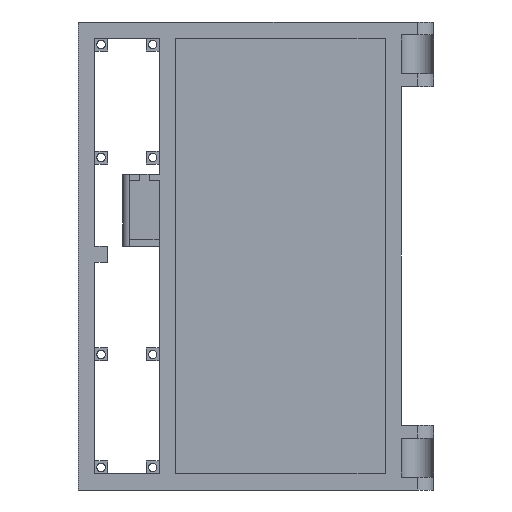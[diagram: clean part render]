
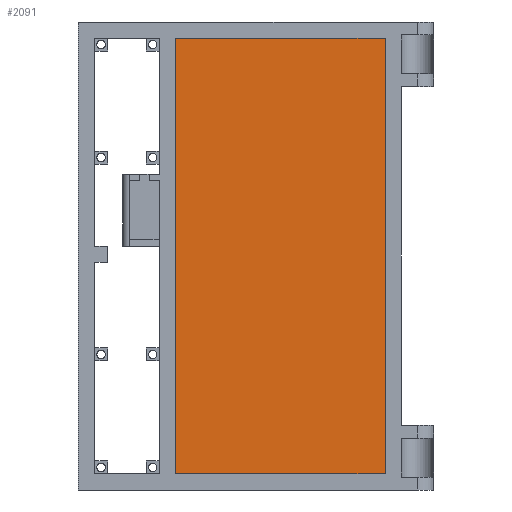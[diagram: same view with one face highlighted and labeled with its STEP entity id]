
A CAD part, front view. The second image highlights one B-rep face of the part: STEP entity #2091.
In plain terms, the highlighted planar face has unit normal (0, -1, 0).
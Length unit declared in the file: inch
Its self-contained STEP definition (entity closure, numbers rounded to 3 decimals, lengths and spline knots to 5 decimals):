
#17 = DIRECTION ( 'NONE',  ( -1., 0., 0. ) ) ;
#173 = ORIENTED_EDGE ( 'NONE', *, *, #1551, .T. ) ;
#234 = DIRECTION ( 'NONE',  ( 0., 0., -1. ) ) ;
#304 = EDGE_CURVE ( 'NONE', #4967, #1585, #2851, .T. ) ;
#322 = DIRECTION ( 'NONE',  ( 0., 0., -1. ) ) ;
#433 = VECTOR ( 'NONE', #3730, 39.37008 ) ;
#622 = ORIENTED_EDGE ( 'NONE', *, *, #4743, .T. ) ;
#698 = CARTESIAN_POINT ( 'NONE',  ( 0., 1.25, 0. ) ) ;
#942 = CARTESIAN_POINT ( 'NONE',  ( -1.625, 1.25, 3.375 ) ) ;
#1251 = CARTESIAN_POINT ( 'NONE',  ( -1.625, 1.25, 3.375 ) ) ;
#1503 = VECTOR ( 'NONE', #234, 39.37008 ) ;
#1551 = EDGE_CURVE ( 'NONE', #4475, #4768, #2789, .T. ) ;
#1585 = VERTEX_POINT ( 'NONE', #4694 ) ;
#1607 = ORIENTED_EDGE ( 'NONE', *, *, #4374, .T. ) ;
#1703 = EDGE_LOOP ( 'NONE', ( #4480, #1607, #173, #622 ) ) ;
#1743 = VECTOR ( 'NONE', #3660, 39.37008 ) ;
#1763 = DIRECTION ( 'NONE',  ( 0., -1., 0. ) ) ;
#2091 = ADVANCED_FACE ( 'NONE', ( #3679 ), #4892, .T. ) ;
#2242 = CARTESIAN_POINT ( 'NONE',  ( -1.625, 1.25, 3.375 ) ) ;
#2257 = AXIS2_PLACEMENT_3D ( 'NONE', #698, #1763, #322 ) ;
#2474 = CARTESIAN_POINT ( 'NONE',  ( -1.625, 1.25, -3.375 ) ) ;
#2789 = LINE ( 'NONE', #1251, #4253 ) ;
#2851 = LINE ( 'NONE', #2474, #1743 ) ;
#3302 = LINE ( 'NONE', #4946, #433 ) ;
#3660 = DIRECTION ( 'NONE',  ( 1., 0., 0. ) ) ;
#3679 = FACE_OUTER_BOUND ( 'NONE', #1703, .T. ) ;
#3730 = DIRECTION ( 'NONE',  ( 0., 0., 1. ) ) ;
#3901 = CARTESIAN_POINT ( 'NONE',  ( 1.625, 1.25, 3.375 ) ) ;
#4253 = VECTOR ( 'NONE', #17, 39.37008 ) ;
#4374 = EDGE_CURVE ( 'NONE', #1585, #4475, #3302, .T. ) ;
#4405 = LINE ( 'NONE', #942, #1503 ) ;
#4475 = VERTEX_POINT ( 'NONE', #3901 ) ;
#4480 = ORIENTED_EDGE ( 'NONE', *, *, #304, .T. ) ;
#4694 = CARTESIAN_POINT ( 'NONE',  ( 1.625, 1.25, -3.375 ) ) ;
#4743 = EDGE_CURVE ( 'NONE', #4768, #4967, #4405, .T. ) ;
#4768 = VERTEX_POINT ( 'NONE', #2242 ) ;
#4802 = CARTESIAN_POINT ( 'NONE',  ( -1.625, 1.25, -3.375 ) ) ;
#4892 = PLANE ( 'NONE',  #2257 ) ;
#4946 = CARTESIAN_POINT ( 'NONE',  ( 1.625, 1.25, 3.375 ) ) ;
#4967 = VERTEX_POINT ( 'NONE', #4802 ) ;
